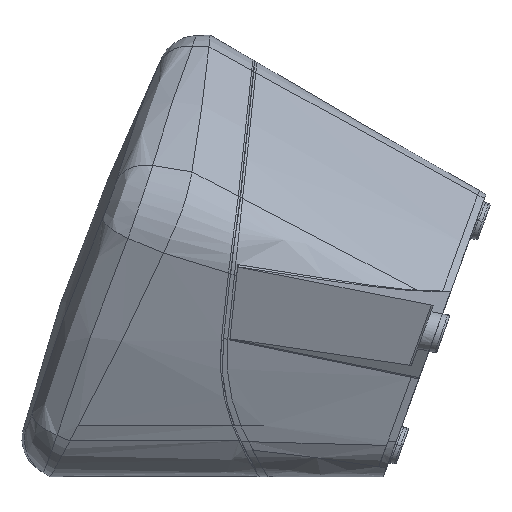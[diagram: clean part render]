
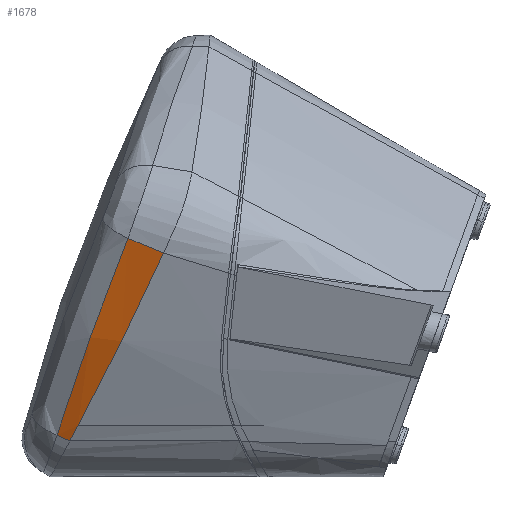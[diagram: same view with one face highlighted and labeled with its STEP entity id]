
A CAD part, left-side view. The second image highlights one B-rep face of the part: STEP entity #1678.
In plain terms, the highlighted free-form (B-spline) face has degree [5, 1] with [21, 2] control points.
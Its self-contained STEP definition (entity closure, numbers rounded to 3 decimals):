
#1444=CARTESIAN_POINT('Vertex',(-43.495,10.325,-44.463)) ;
#1454=CARTESIAN_POINT('Vertex',(-44.145,6.984,-45.988)) ;
#1458=CARTESIAN_POINT('Control Point',(-43.495,10.325,-44.463)) ;
#1459=CARTESIAN_POINT('Control Point',(-44.145,6.984,-45.988)) ;
#1555=CARTESIAN_POINT('Control Point',(-43.385,10.894,-44.203)) ;
#1556=CARTESIAN_POINT('Control Point',(-45.233,1.386,-48.544)) ;
#1557=CARTESIAN_POINT('Control Point',(-43.854,10.535,-43.218)) ;
#1558=CARTESIAN_POINT('Control Point',(-45.706,1.024,-47.552)) ;
#1559=CARTESIAN_POINT('Control Point',(-44.319,10.175,-42.23)) ;
#1560=CARTESIAN_POINT('Control Point',(-46.174,0.662,-46.557)) ;
#1561=CARTESIAN_POINT('Control Point',(-44.77,9.821,-41.256)) ;
#1562=CARTESIAN_POINT('Control Point',(-46.628,0.305,-45.576)) ;
#1563=CARTESIAN_POINT('Control Point',(-46.58,8.38,-37.296)) ;
#1564=CARTESIAN_POINT('Control Point',(-48.452,-1.146,-41.588)) ;
#1565=CARTESIAN_POINT('Control Point',(-48.304,6.926,-33.303)) ;
#1566=CARTESIAN_POINT('Control Point',(-50.187,-2.61,-37.566)) ;
#1567=CARTESIAN_POINT('Control Point',(-49.542,5.828,-30.29)) ;
#1568=CARTESIAN_POINT('Control Point',(-51.422,-3.72,-34.528)) ;
#1569=CARTESIAN_POINT('Control Point',(-51.516,3.986,-25.239)) ;
#1570=CARTESIAN_POINT('Control Point',(-53.372,-5.588,-29.43)) ;
#1571=CARTESIAN_POINT('Control Point',(-53.347,2.126,-20.141)) ;
#1572=CARTESIAN_POINT('Control Point',(-55.165,-7.476,-24.285)) ;
#1573=CARTESIAN_POINT('Control Point',(-54.058,1.379,-18.095)) ;
#1574=CARTESIAN_POINT('Control Point',(-55.859,-8.234,-22.22)) ;
#1575=CARTESIAN_POINT('Control Point',(-55.092,0.255,-15.015)) ;
#1576=CARTESIAN_POINT('Control Point',(-56.873,-9.373,-19.112)) ;
#1577=CARTESIAN_POINT('Control Point',(-56.083,-0.873,-11.921)) ;
#1578=CARTESIAN_POINT('Control Point',(-57.854,-10.513,-15.995)) ;
#1579=CARTESIAN_POINT('Control Point',(-56.404,-1.245,-10.9)) ;
#1580=CARTESIAN_POINT('Control Point',(-58.174,-10.888,-14.966)) ;
#1581=CARTESIAN_POINT('Control Point',(-57.366,-2.374,-7.798)) ;
#1582=CARTESIAN_POINT('Control Point',(-59.136,-12.027,-11.843)) ;
#1583=CARTESIAN_POINT('Control Point',(-58.287,-3.506,-4.684)) ;
#1584=CARTESIAN_POINT('Control Point',(-60.077,-13.162,-8.712)) ;
#1585=CARTESIAN_POINT('Control Point',(-58.886,-4.26,-2.606)) ;
#1586=CARTESIAN_POINT('Control Point',(-60.706,-13.914,-6.625)) ;
#1587=CARTESIAN_POINT('Control Point',(-59.762,-5.391,0.518)) ;
#1588=CARTESIAN_POINT('Control Point',(-61.651,-15.036,-3.491)) ;
#1589=CARTESIAN_POINT('Control Point',(-60.599,-6.523,3.653)) ;
#1590=CARTESIAN_POINT('Control Point',(-62.583,-16.153,-0.348)) ;
#1591=CARTESIAN_POINT('Control Point',(-60.874,-6.901,4.699)) ;
#1592=CARTESIAN_POINT('Control Point',(-62.892,-16.524,0.701)) ;
#1593=CARTESIAN_POINT('Control Point',(-61.144,-7.279,5.747)) ;
#1594=CARTESIAN_POINT('Control Point',(-63.197,-16.896,1.752)) ;
#1595=CARTESIAN_POINT('Control Point',(-61.408,-7.657,6.795)) ;
#1596=CARTESIAN_POINT('Control Point',(-63.498,-17.267,2.804)) ;
#1598=CARTESIAN_POINT('Control Point',(-43.495,10.325,-44.463)) ;
#1599=CARTESIAN_POINT('Control Point',(-43.816,10.109,-43.759)) ;
#1600=CARTESIAN_POINT('Control Point',(-44.135,9.891,-43.054)) ;
#1601=CARTESIAN_POINT('Control Point',(-44.451,9.672,-42.352)) ;
#1602=CARTESIAN_POINT('Control Point',(-44.923,9.34,-41.291)) ;
#1603=CARTESIAN_POINT('Control Point',(-45.39,9.004,-40.228)) ;
#1604=CARTESIAN_POINT('Control Point',(-45.536,8.899,-39.896)) ;
#1605=CARTESIAN_POINT('Control Point',(-45.847,8.672,-39.183)) ;
#1606=CARTESIAN_POINT('Control Point',(-46.155,8.444,-38.47)) ;
#1607=CARTESIAN_POINT('Control Point',(-46.307,8.33,-38.116)) ;
#1608=CARTESIAN_POINT('Control Point',(-47.671,7.305,-34.932)) ;
#1609=CARTESIAN_POINT('Control Point',(-48.987,6.242,-31.736)) ;
#1610=CARTESIAN_POINT('Control Point',(-50.114,5.263,-28.89)) ;
#1611=CARTESIAN_POINT('Control Point',(-51.878,3.622,-24.259)) ;
#1612=CARTESIAN_POINT('Control Point',(-53.533,1.913,-19.619)) ;
#1613=CARTESIAN_POINT('Control Point',(-54.155,1.247,-17.833)) ;
#1614=CARTESIAN_POINT('Control Point',(-54.883,0.438,-15.685)) ;
#1615=CARTESIAN_POINT('Control Point',(-55.589,-0.379,-13.534)) ;
#1616=CARTESIAN_POINT('Control Point',(-55.702,-0.509,-13.191)) ;
#1617=CARTESIAN_POINT('Control Point',(-55.936,-0.783,-12.471)) ;
#1618=CARTESIAN_POINT('Control Point',(-56.167,-1.057,-11.752)) ;
#1619=CARTESIAN_POINT('Control Point',(-56.282,-1.194,-11.394)) ;
#1620=CARTESIAN_POINT('Control Point',(-56.51,-1.468,-10.678)) ;
#1621=CARTESIAN_POINT('Control Point',(-56.736,-1.743,-9.96)) ;
#1622=CARTESIAN_POINT('Control Point',(-56.847,-1.878,-9.606)) ;
#1623=CARTESIAN_POINT('Control Point',(-57.923,-3.199,-6.161)) ;
#1624=CARTESIAN_POINT('Control Point',(-58.945,-4.525,-2.719)) ;
#1625=CARTESIAN_POINT('Control Point',(-59.833,-5.699,0.381)) ;
#1626=CARTESIAN_POINT('Control Point',(-60.686,-6.877,3.495)) ;
#1627=CARTESIAN_POINT('Control Point',(-61.5,-8.077,6.621)) ;
#1628=CARTESIAN_POINT('Vertex',(-61.5,-8.077,6.621)) ;
#1632=CARTESIAN_POINT('Control Point',(-44.145,6.984,-45.988)) ;
#1633=CARTESIAN_POINT('Control Point',(-44.855,6.277,-44.665)) ;
#1634=CARTESIAN_POINT('Control Point',(-45.548,5.575,-43.339)) ;
#1635=CARTESIAN_POINT('Control Point',(-46.231,4.872,-42.)) ;
#1636=CARTESIAN_POINT('Vertex',(-46.231,4.872,-42.)) ;
#1640=CARTESIAN_POINT('Control Point',(-46.231,4.872,-42.)) ;
#1641=CARTESIAN_POINT('Control Point',(-46.775,4.312,-40.934)) ;
#1642=CARTESIAN_POINT('Control Point',(-47.313,3.751,-39.861)) ;
#1643=CARTESIAN_POINT('Control Point',(-47.842,3.192,-38.787)) ;
#1644=CARTESIAN_POINT('Control Point',(-49.277,1.653,-35.817)) ;
#1645=CARTESIAN_POINT('Control Point',(-50.649,0.111,-32.816)) ;
#1646=CARTESIAN_POINT('Control Point',(-51.495,-0.873,-30.895)) ;
#1647=CARTESIAN_POINT('Control Point',(-52.928,-2.6,-27.515)) ;
#1648=CARTESIAN_POINT('Control Point',(-54.283,-4.337,-24.106)) ;
#1649=CARTESIAN_POINT('Control Point',(-54.85,-5.082,-22.64)) ;
#1650=CARTESIAN_POINT('Control Point',(-55.774,-6.325,-20.19)) ;
#1651=CARTESIAN_POINT('Control Point',(-56.667,-7.563,-17.726)) ;
#1652=CARTESIAN_POINT('Control Point',(-57.02,-8.058,-16.737)) ;
#1653=CARTESIAN_POINT('Control Point',(-57.541,-8.795,-15.254)) ;
#1654=CARTESIAN_POINT('Control Point',(-58.054,-9.527,-13.766)) ;
#1655=CARTESIAN_POINT('Control Point',(-58.223,-9.768,-13.274)) ;
#1656=CARTESIAN_POINT('Control Point',(-58.731,-10.496,-11.779)) ;
#1657=CARTESIAN_POINT('Control Point',(-59.233,-11.218,-10.279)) ;
#1658=CARTESIAN_POINT('Control Point',(-59.566,-11.695,-9.277)) ;
#1659=CARTESIAN_POINT('Control Point',(-60.559,-13.111,-6.272)) ;
#1660=CARTESIAN_POINT('Control Point',(-61.546,-14.498,-3.249)) ;
#1661=CARTESIAN_POINT('Control Point',(-62.203,-15.408,-1.229)) ;
#1662=CARTESIAN_POINT('Control Point',(-62.856,-16.331,0.788)) ;
#1663=CARTESIAN_POINT('Control Point',(-63.498,-17.267,2.804)) ;
#1664=CARTESIAN_POINT('Vertex',(-63.498,-17.267,2.804)) ;
#1668=CARTESIAN_POINT('Control Point',(-61.5,-8.077,6.621)) ;
#1669=CARTESIAN_POINT('Control Point',(-63.498,-17.267,2.804)) ;
#1460=EDGE_CURVE('',#1445,#1455,#1457,.T.) ;
#1630=EDGE_CURVE('',#1445,#1629,#1597,.T.) ;
#1638=EDGE_CURVE('',#1637,#1455,#1631,.F.) ;
#1666=EDGE_CURVE('',#1637,#1665,#1639,.T.) ;
#1670=EDGE_CURVE('',#1629,#1665,#1667,.T.) ;
#1672=ORIENTED_EDGE('',*,*,#1630,.F.) ;
#1673=ORIENTED_EDGE('',*,*,#1460,.T.) ;
#1674=ORIENTED_EDGE('',*,*,#1638,.F.) ;
#1675=ORIENTED_EDGE('',*,*,#1666,.T.) ;
#1676=ORIENTED_EDGE('',*,*,#1670,.F.) ;
#1671=EDGE_LOOP('',(#1672,#1673,#1674,#1675,#1676)) ;
#1445=VERTEX_POINT('',#1444) ;
#1455=VERTEX_POINT('',#1454) ;
#1629=VERTEX_POINT('',#1628) ;
#1637=VERTEX_POINT('',#1636) ;
#1665=VERTEX_POINT('',#1664) ;
#1678=ADVANCED_FACE('PartBody',(#1677),#1554,.F.) ;
#1457=B_SPLINE_CURVE_WITH_KNOTS('',1,(#1458,#1459),.UNSPECIFIED.,.F.,.U.,(2,2),(5.608,9.338),.UNSPECIFIED.) ;
#1597=B_SPLINE_CURVE_WITH_KNOTS('',5,(#1598,#1599,#1600,#1601,#1602,#1603,#1604,#1605,#1606,#1607,#1608,#1609,#1610,#1611,#1612,#1613,#1614,#1615,#1616,#1617,#1618,#1619,#1620,#1621,#1622,#1623,#1624,#1625,#1626,#1627),.UNSPECIFIED.,.F.,.U.,(6,3,3,3,3,3,3,3,3,6),(32.279,37.925,40.79,43.614,66.152,80.244,83.096,85.918,88.749,113.005),.UNSPECIFIED.) ;
#1631=B_SPLINE_CURVE_WITH_KNOTS('',3,(#1632,#1633,#1634,#1635),.UNSPECIFIED.,.F.,.U.,(4,4),(0.,7.023),.UNSPECIFIED.) ;
#1639=B_SPLINE_CURVE_WITH_KNOTS('',5,(#1640,#1641,#1642,#1643,#1644,#1645,#1646,#1647,#1648,#1649,#1650,#1651,#1652,#1653,#1654,#1655,#1656,#1657,#1658,#1659,#1660,#1661,#1662,#1663),.UNSPECIFIED.,.F.,.U.,(6,3,3,3,3,3,3,6),(7.023,16.344,32.678,44.924,53.086,57.176,65.329,81.59),.UNSPECIFIED.) ;
#1667=B_SPLINE_CURVE_WITH_KNOTS('',1,(#1668,#1669),.UNSPECIFIED.,.F.,.U.,(2,2),(5.437,15.587),.UNSPECIFIED.) ;
#1554=B_SPLINE_SURFACE_WITH_KNOTS('',5,1,((#1555,#1556),(#1557,#1558),(#1559,#1560),(#1561,#1562),(#1563,#1564),(#1565,#1566),(#1567,#1568),(#1569,#1570),(#1571,#1572),(#1573,#1574),(#1575,#1576),(#1577,#1578),(#1579,#1580),(#1581,#1582),(#1583,#1584),(#1585,#1586),(#1587,#1588),(#1589,#1590),(#1591,#1592),(#1593,#1594),(#1595,#1596)),.UNSPECIFIED.,.F.,.F.,.U.,(6,3,3,3,3,3,6),(2,2),(0.,5.727,22.852,34.269,39.991,51.408,57.116),(4.973,15.587),.UNSPECIFIED.) ;
#1677=FACE_OUTER_BOUND('',#1671,.T.) ;
